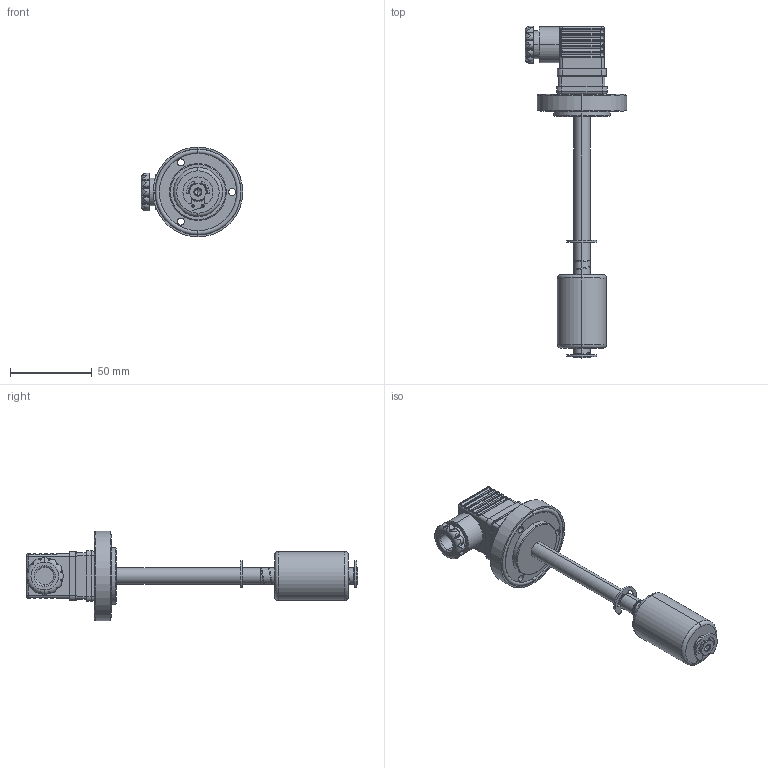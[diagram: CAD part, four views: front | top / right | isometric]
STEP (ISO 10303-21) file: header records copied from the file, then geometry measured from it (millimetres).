
FILE_DESCRIPTION (( 'STEP AP214' ), '1' );
FILE_NAME ('P30.STEP', '2020-02-12T15:42:49', ( '' ), ( '' ), 'SwSTEP 2.0', 'SolidWorks 2019', '' );
FILE_SCHEMA (( 'AUTOMOTIVE_DESIGN' ));
Length unit declared in the file: millimetre
Products named in the file (1): P30
Bounding box: 62.25 x 203.45 x 55 mm (x, y, z)
Surface area: 31500.1 mm2 (no closed solid volume)
Topology: 0 solids, 16 shells, 502 faces, 1385 edges, 875 vertices
Faces by surface type: cylinder 222, plane 122, bspline 86, torus 52, cone 10, sphere 10
Entity records: 31684 total; most frequent: CARTESIAN_POINT 14039, DIRECTION 2499, ORIENTED_EDGE 2482, EDGE_CURVE 1379, AXIS2_PLACEMENT_3D 993, VERTEX_POINT 875, CIRCLE 576, EDGE_LOOP 541
